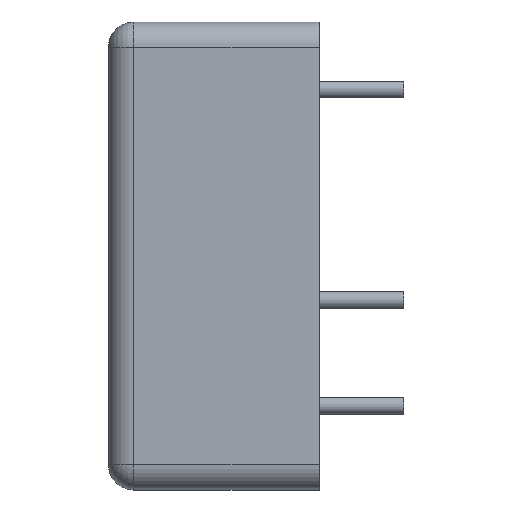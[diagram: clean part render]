
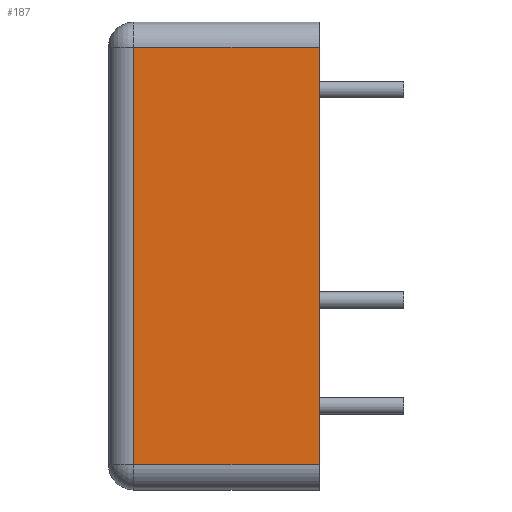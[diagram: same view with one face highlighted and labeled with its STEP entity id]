
A CAD part, left-side view. The second image highlights one B-rep face of the part: STEP entity #187.
In plain terms, the highlighted planar face has unit normal (-1, 0, 0).
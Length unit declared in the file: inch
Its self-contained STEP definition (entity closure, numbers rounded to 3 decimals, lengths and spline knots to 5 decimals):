
#8 = VECTOR ( 'NONE', #2180, 39.37008 ) ;
#11 = DIRECTION ( 'NONE',  ( 0., -1., 0. ) ) ;
#65 = LINE ( 'NONE', #378, #8 ) ;
#187 = ADVANCED_FACE ( 'NONE', ( #1566 ), #300, .F. ) ;
#300 = PLANE ( 'NONE',  #1464 ) ;
#302 = LINE ( 'NONE', #511, #2331 ) ;
#339 = CARTESIAN_POINT ( 'NONE',  ( -0.875, 0.44, 0.555 ) ) ;
#345 = VECTOR ( 'NONE', #11, 39.37008 ) ;
#378 = CARTESIAN_POINT ( 'NONE',  ( -0.875, 0., 0.555 ) ) ;
#437 = EDGE_CURVE ( 'NONE', #2312, #2060, #65, .T. ) ;
#451 = CARTESIAN_POINT ( 'NONE',  ( -0.875, 0., 0.495 ) ) ;
#511 = CARTESIAN_POINT ( 'NONE',  ( -0.875, 0.5, 0.495 ) ) ;
#678 = EDGE_CURVE ( 'NONE', #1039, #1920, #1730, .T. ) ;
#687 = LINE ( 'NONE', #756, #345 ) ;
#754 = ORIENTED_EDGE ( 'NONE', *, *, #678, .T. ) ;
#756 = CARTESIAN_POINT ( 'NONE',  ( -0.875, 0.5, -0.495 ) ) ;
#815 = EDGE_CURVE ( 'NONE', #1920, #2312, #687, .T. ) ;
#816 = VECTOR ( 'NONE', #2361, 39.37008 ) ;
#925 = ORIENTED_EDGE ( 'NONE', *, *, #437, .T. ) ;
#1024 = CARTESIAN_POINT ( 'NONE',  ( -0.875, 0.5, 0.555 ) ) ;
#1039 = VERTEX_POINT ( 'NONE', #1703 ) ;
#1372 = DIRECTION ( 'NONE',  ( 0., 0., -1. ) ) ;
#1464 = AXIS2_PLACEMENT_3D ( 'NONE', #1024, #2111, #1372 ) ;
#1528 = CARTESIAN_POINT ( 'NONE',  ( -0.875, 0.44, -0.495 ) ) ;
#1539 = EDGE_LOOP ( 'NONE', ( #754, #1829, #925, #2286 ) ) ;
#1566 = FACE_OUTER_BOUND ( 'NONE', #1539, .T. ) ;
#1703 = CARTESIAN_POINT ( 'NONE',  ( -0.875, 0.44, 0.495 ) ) ;
#1730 = LINE ( 'NONE', #339, #816 ) ;
#1829 = ORIENTED_EDGE ( 'NONE', *, *, #815, .T. ) ;
#1920 = VERTEX_POINT ( 'NONE', #1528 ) ;
#2060 = VERTEX_POINT ( 'NONE', #451 ) ;
#2111 = DIRECTION ( 'NONE',  ( 1., 0., 0. ) ) ;
#2180 = DIRECTION ( 'NONE',  ( 0., 0., 1. ) ) ;
#2223 = EDGE_CURVE ( 'NONE', #2060, #1039, #302, .T. ) ;
#2286 = ORIENTED_EDGE ( 'NONE', *, *, #2223, .T. ) ;
#2312 = VERTEX_POINT ( 'NONE', #2313 ) ;
#2313 = CARTESIAN_POINT ( 'NONE',  ( -0.875, 0., -0.495 ) ) ;
#2328 = DIRECTION ( 'NONE',  ( 0., 1., 0. ) ) ;
#2331 = VECTOR ( 'NONE', #2328, 39.37008 ) ;
#2361 = DIRECTION ( 'NONE',  ( 0., 0., -1. ) ) ;
